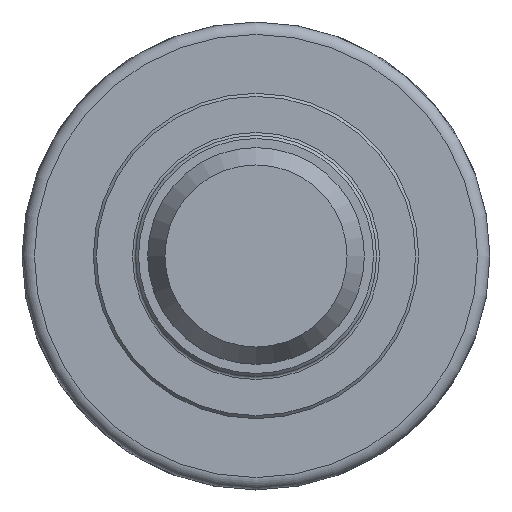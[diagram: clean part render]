
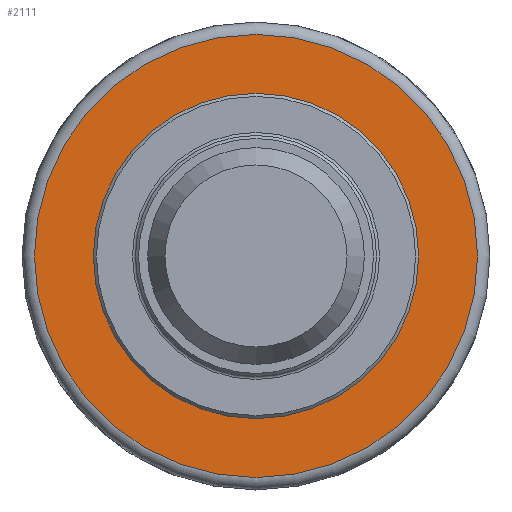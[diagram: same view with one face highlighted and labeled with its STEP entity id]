
A CAD part, left-side view. The second image highlights one B-rep face of the part: STEP entity #2111.
In plain terms, the highlighted planar face has unit normal (-1, 0, 0).
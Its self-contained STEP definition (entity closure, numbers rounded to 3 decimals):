
#355=FACE_BOUND('',#491,.T.);
#376=FACE_OUTER_BOUND('',#490,.T.);
#490=EDGE_LOOP('',(#1342,#1343));
#491=EDGE_LOOP('',(#1344,#1345));
#626=CIRCLE('',#2257,36.785);
#627=CIRCLE('',#2258,36.785);
#628=CIRCLE('',#2259,26.25);
#629=CIRCLE('',#2260,26.25);
#796=VERTEX_POINT('',#3244);
#797=VERTEX_POINT('',#3245);
#798=VERTEX_POINT('',#3248);
#799=VERTEX_POINT('',#3249);
#1019=EDGE_CURVE('',#796,#797,#626,.T.);
#1020=EDGE_CURVE('',#797,#796,#627,.T.);
#1021=EDGE_CURVE('',#798,#799,#628,.T.);
#1022=EDGE_CURVE('',#799,#798,#629,.T.);
#1342=ORIENTED_EDGE('',*,*,#1019,.F.);
#1343=ORIENTED_EDGE('',*,*,#1020,.F.);
#1344=ORIENTED_EDGE('',*,*,#1021,.T.);
#1345=ORIENTED_EDGE('',*,*,#1022,.T.);
#1951=PLANE('',#2256);
#2111=ADVANCED_FACE('',(#376,#355),#1951,.T.);
#2256=AXIS2_PLACEMENT_3D('',#3243,#2559,#2560);
#2257=AXIS2_PLACEMENT_3D('',#3246,#2561,#2562);
#2258=AXIS2_PLACEMENT_3D('',#3247,#2563,#2564);
#2259=AXIS2_PLACEMENT_3D('',#3250,#2565,#2566);
#2260=AXIS2_PLACEMENT_3D('',#3251,#2567,#2568);
#2559=DIRECTION('center_axis',(-1.,0.,0.));
#2560=DIRECTION('ref_axis',(0.,0.,-1.));
#2561=DIRECTION('center_axis',(1.,0.,0.));
#2562=DIRECTION('ref_axis',(0.,1.,0.));
#2563=DIRECTION('center_axis',(1.,0.,0.));
#2564=DIRECTION('ref_axis',(0.,1.,0.));
#2565=DIRECTION('center_axis',(1.,0.,0.));
#2566=DIRECTION('ref_axis',(0.,1.,0.));
#2567=DIRECTION('center_axis',(1.,0.,0.));
#2568=DIRECTION('ref_axis',(0.,1.,0.));
#3243=CARTESIAN_POINT('Origin',(20.5,-34.078,0.));
#3244=CARTESIAN_POINT('',(20.5,-36.785,0.));
#3245=CARTESIAN_POINT('',(20.5,0.,-36.785));
#3246=CARTESIAN_POINT('Origin',(20.5,0.,0.));
#3247=CARTESIAN_POINT('Origin',(20.5,0.,0.));
#3248=CARTESIAN_POINT('',(20.5,26.25,0.));
#3249=CARTESIAN_POINT('',(20.5,-26.25,0.));
#3250=CARTESIAN_POINT('Origin',(20.5,0.,0.));
#3251=CARTESIAN_POINT('Origin',(20.5,0.,0.));
